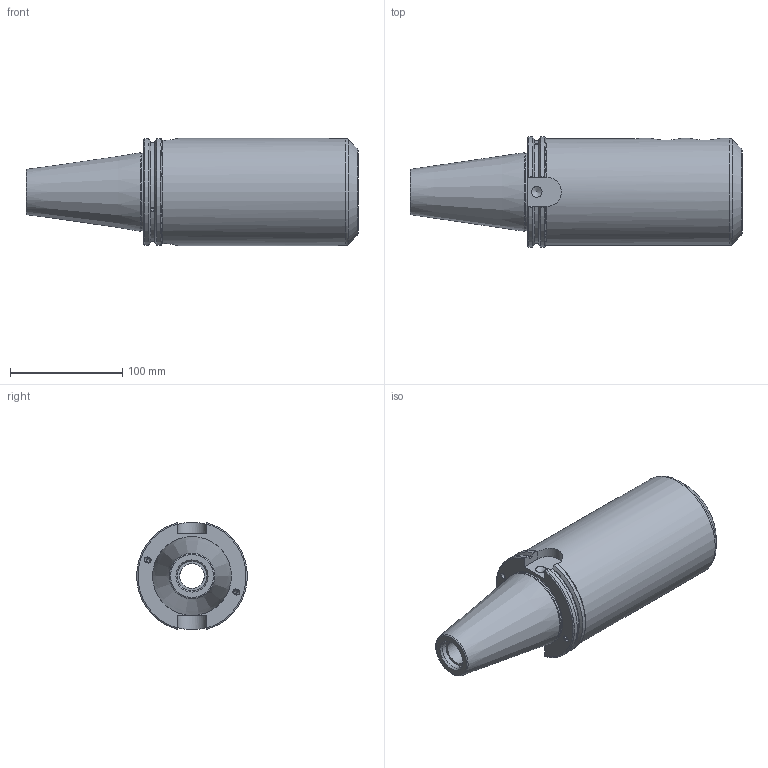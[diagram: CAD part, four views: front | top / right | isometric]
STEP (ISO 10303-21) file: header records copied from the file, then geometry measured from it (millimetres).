
FILE_DESCRIPTION(/* description */ (''),/* implementation_level */ '2;1');
FILE_NAME(/* name */ 'AL129B.stp',/* time_stamp */ '2025-01-23T09:35:51+09:00',/* author */ ('YSH'),/* organization */ (''),/* preprocessor_version */ 'ST-DEVELOPER v20',/* originating_system */ 'Autodesk Inventor 2025',/* authorisation */ '');
FILE_SCHEMA (('AUTOMOTIVE_DESIGN { 1 0 10303 214 3 1 1 }'));
Length unit declared in the file: millimetre
Products named in the file (1): LO-CAT50ADB-EMH50.8-193.8
Bounding box: 295.4 x 98.06 x 95.25 mm (x, y, z)
Volume: 1243919.2 mm3; surface area: 121804 mm2
Topology: 1 solids, 1 shells, 87 faces, 244 edges, 164 vertices
Faces by surface type: plane 34, cylinder 29, cone 13, torus 11
Full cylindrical faces by diameter (mm): 3.242 x4, 4.134 x2, 4.2 x2, 5 x2, 9.525 x1, 21.971 x1, 23.444 x2, 26.2 x1, 50.8 x1, 52 x1, 69.25 x1, 95.25 x1
Entity records: 3461 total; most frequent: CARTESIAN_POINT 1211, ORIENTED_EDGE 482, DIRECTION 432, EDGE_CURVE 241, AXIS2_PLACEMENT_3D 172, VERTEX_POINT 163, EDGE_LOOP 108, LINE 88
